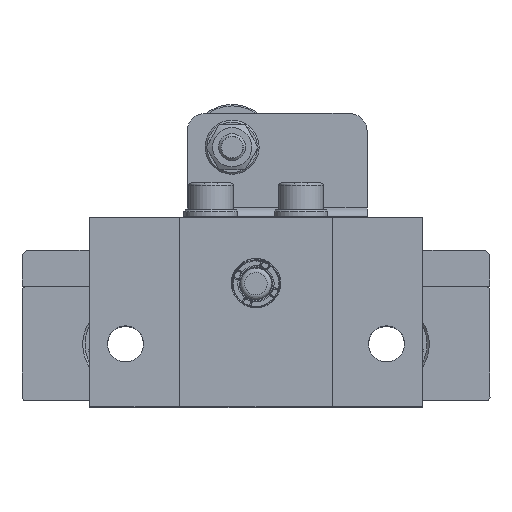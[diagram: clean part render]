
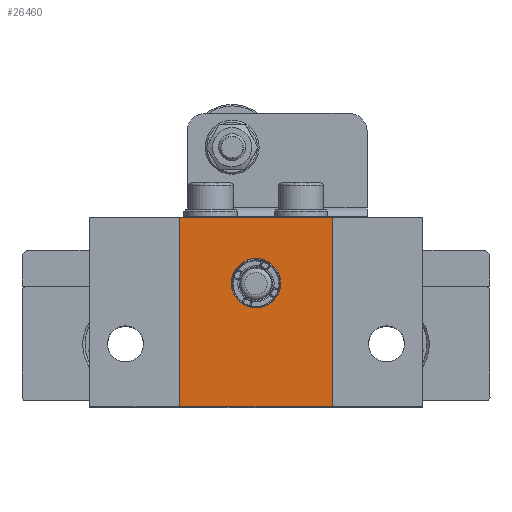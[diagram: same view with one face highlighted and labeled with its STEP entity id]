
A CAD part, front view. The second image highlights one B-rep face of the part: STEP entity #26460.
In plain terms, the highlighted face is planar.
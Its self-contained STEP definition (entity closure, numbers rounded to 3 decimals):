
#1476=LINE('',#39620,#3765);
#1483=LINE('',#39637,#3772);
#1492=LINE('',#39655,#3781);
#1495=LINE('',#39662,#3784);
#3765=VECTOR('',#31393,42.);
#3772=VECTOR('',#31406,42.);
#3781=VECTOR('',#31423,34.);
#3784=VECTOR('',#31434,34.);
#6012=PLANE('',#28127);
#6901=FACE_BOUND('',#8946,.T.);
#7339=FACE_OUTER_BOUND('',#8945,.T.);
#8945=EDGE_LOOP('',(#18765,#18766,#18767,#18768));
#8946=EDGE_LOOP('',(#18769));
#10719=CIRCLE('',#28103,5.5);
#12130=VERTEX_POINT('',#39515);
#12143=VERTEX_POINT('',#39618);
#12144=VERTEX_POINT('',#39619);
#12150=VERTEX_POINT('',#39635);
#12151=VERTEX_POINT('',#39636);
#14717=EDGE_CURVE('',#12130,#12130,#10719,.T.);
#14733=EDGE_CURVE('',#12143,#12144,#1476,.T.);
#14741=EDGE_CURVE('',#12150,#12151,#1483,.T.);
#14751=EDGE_CURVE('',#12151,#12143,#1492,.T.);
#14754=EDGE_CURVE('',#12144,#12150,#1495,.T.);
#18765=ORIENTED_EDGE('',*,*,#14733,.T.);
#18766=ORIENTED_EDGE('',*,*,#14754,.T.);
#18767=ORIENTED_EDGE('',*,*,#14741,.T.);
#18768=ORIENTED_EDGE('',*,*,#14751,.T.);
#18769=ORIENTED_EDGE('',*,*,#14717,.T.);
#26460=ADVANCED_FACE('',(#7339,#6901),#6012,.T.);
#28103=AXIS2_PLACEMENT_3D('',#39516,#31358,#31359);
#28127=AXIS2_PLACEMENT_3D('',#39663,#31435,#31436);
#31358=DIRECTION('center_axis',(0.,0.,-1.));
#31359=DIRECTION('ref_axis',(-1.,0.,0.));
#31393=DIRECTION('',(0.,-1.,0.));
#31406=DIRECTION('',(0.,1.,0.));
#31423=DIRECTION('',(-1.,0.,0.));
#31434=DIRECTION('',(1.,0.,0.));
#31435=DIRECTION('center_axis',(0.,0.,1.));
#31436=DIRECTION('ref_axis',(1.,0.,0.));
#39515=CARTESIAN_POINT('',(5.492,19.154,13.));
#39516=CARTESIAN_POINT('Origin',(-0.008,19.154,
13.));
#39618=CARTESIAN_POINT('',(-17.,33.654,13.));
#39619=CARTESIAN_POINT('',(-17.,-8.346,13.));
#39620=CARTESIAN_POINT('',(-17.,23.154,13.));
#39635=CARTESIAN_POINT('',(17.,-8.346,13.));
#39636=CARTESIAN_POINT('',(17.,33.654,13.));
#39637=CARTESIAN_POINT('',(17.,2.154,13.));
#39655=CARTESIAN_POINT('',(-37.,33.654,13.));
#39662=CARTESIAN_POINT('',(37.,-8.346,13.));
#39663=CARTESIAN_POINT('Origin',(0.,12.654,
13.));
